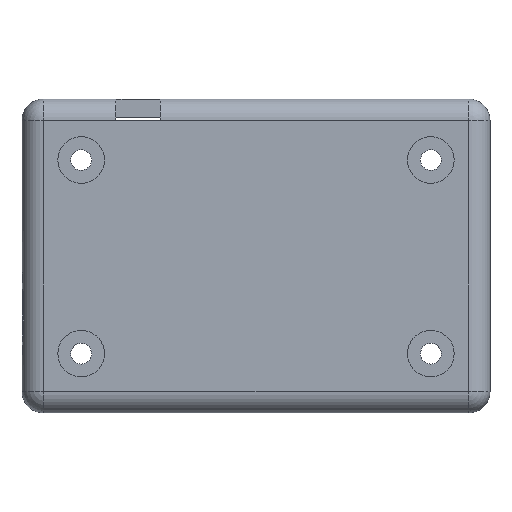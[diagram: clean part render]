
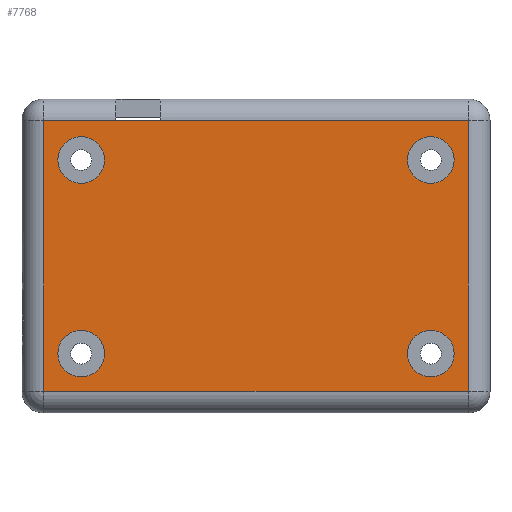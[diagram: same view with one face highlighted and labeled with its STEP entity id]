
A CAD part, top view. The second image highlights one B-rep face of the part: STEP entity #7768.
In plain terms, the highlighted planar face has unit normal (0, 0, 1).
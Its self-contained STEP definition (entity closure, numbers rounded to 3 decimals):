
#4466 = VERTEX_POINT('',#4467);
#4467 = CARTESIAN_POINT('',(-19.551,18.833,
    5.5));
#4573 = VERTEX_POINT('',#4574);
#4574 = CARTESIAN_POINT('',(-13.346,18.833,
    5.5));
#4623 = EDGE_CURVE('',#4573,#4466,#4624,.T.);
#4624 = LINE('',#4625,#4626);
#4625 = CARTESIAN_POINT('',(-25.908,18.833,
    5.5));
#4626 = VECTOR('',#4627,1.);
#4627 = DIRECTION('',(-1.,0.,0.));
#7723 = VERTEX_POINT('',#7724);
#7724 = CARTESIAN_POINT('',(-29.648,18.833,
    5.5));
#7731 = EDGE_CURVE('',#4466,#7723,#7732,.T.);
#7732 = LINE('',#7733,#7734);
#7733 = CARTESIAN_POINT('',(-25.908,18.833,
    5.5));
#7734 = VECTOR('',#7735,1.);
#7735 = DIRECTION('',(-1.,0.,0.));
#7747 = EDGE_CURVE('',#7748,#4573,#7750,.T.);
#7748 = VERTEX_POINT('',#7749);
#7749 = CARTESIAN_POINT('',(29.602,18.833,
    5.5));
#7750 = LINE('',#7751,#7752);
#7751 = CARTESIAN_POINT('',(-25.908,18.833,
    5.5));
#7752 = VECTOR('',#7753,1.);
#7753 = DIRECTION('',(-1.,0.,0.));
#7768 = ADVANCED_FACE('',(#7769,#7780,#7791,#7818,#7829),#7840,.F.);
#7769 = FACE_BOUND('',#7770,.T.);
#7770 = EDGE_LOOP('',(#7771));
#7771 = ORIENTED_EDGE('',*,*,#7772,.T.);
#7772 = EDGE_CURVE('',#7773,#7773,#7775,.T.);
#7773 = VERTEX_POINT('',#7774);
#7774 = CARTESIAN_POINT('',(-24.398,-16.918,
    5.5));
#7775 = CIRCLE('',#7776,3.25);
#7776 = AXIS2_PLACEMENT_3D('',#7777,#7778,#7779);
#7777 = CARTESIAN_POINT('',(-24.398,-13.667,
    5.5));
#7778 = DIRECTION('',(0.,0.,-1.));
#7779 = DIRECTION('',(0.,-1.,0.));
#7780 = FACE_BOUND('',#7781,.T.);
#7781 = EDGE_LOOP('',(#7782));
#7782 = ORIENTED_EDGE('',*,*,#7783,.T.);
#7783 = EDGE_CURVE('',#7784,#7784,#7786,.T.);
#7784 = VERTEX_POINT('',#7785);
#7785 = CARTESIAN_POINT('',(-24.398,10.082,
    5.5));
#7786 = CIRCLE('',#7787,3.25);
#7787 = AXIS2_PLACEMENT_3D('',#7788,#7789,#7790);
#7788 = CARTESIAN_POINT('',(-24.398,13.333,
    5.5));
#7789 = DIRECTION('',(0.,0.,-1.));
#7790 = DIRECTION('',(0.,-1.,0.));
#7791 = FACE_BOUND('',#7792,.T.);
#7792 = EDGE_LOOP('',(#7793,#7803,#7809,#7810,#7811,#7812));
#7793 = ORIENTED_EDGE('',*,*,#7794,.T.);
#7794 = EDGE_CURVE('',#7795,#7797,#7799,.T.);
#7795 = VERTEX_POINT('',#7796);
#7796 = CARTESIAN_POINT('',(-29.648,-18.917,
    5.5));
#7797 = VERTEX_POINT('',#7798);
#7798 = CARTESIAN_POINT('',(29.602,-18.917,
    5.5));
#7799 = LINE('',#7800,#7801);
#7800 = CARTESIAN_POINT('',(-25.908,-18.917,
    5.5));
#7801 = VECTOR('',#7802,1.);
#7802 = DIRECTION('',(1.,0.,0.));
#7803 = ORIENTED_EDGE('',*,*,#7804,.T.);
#7804 = EDGE_CURVE('',#7797,#7748,#7805,.T.);
#7805 = LINE('',#7806,#7807);
#7806 = CARTESIAN_POINT('',(29.602,-16.545,
    5.5));
#7807 = VECTOR('',#7808,1.);
#7808 = DIRECTION('',(0.,1.,0.));
#7809 = ORIENTED_EDGE('',*,*,#7747,.T.);
#7810 = ORIENTED_EDGE('',*,*,#4623,.T.);
#7811 = ORIENTED_EDGE('',*,*,#7731,.T.);
#7812 = ORIENTED_EDGE('',*,*,#7813,.T.);
#7813 = EDGE_CURVE('',#7723,#7795,#7814,.T.);
#7814 = LINE('',#7815,#7816);
#7815 = CARTESIAN_POINT('',(-29.648,-16.545,
    5.5));
#7816 = VECTOR('',#7817,1.);
#7817 = DIRECTION('',(0.,-1.,0.));
#7818 = FACE_BOUND('',#7819,.T.);
#7819 = EDGE_LOOP('',(#7820));
#7820 = ORIENTED_EDGE('',*,*,#7821,.T.);
#7821 = EDGE_CURVE('',#7822,#7822,#7824,.T.);
#7822 = VERTEX_POINT('',#7823);
#7823 = CARTESIAN_POINT('',(24.352,10.082,
    5.5));
#7824 = CIRCLE('',#7825,3.25);
#7825 = AXIS2_PLACEMENT_3D('',#7826,#7827,#7828);
#7826 = CARTESIAN_POINT('',(24.352,13.333,
    5.5));
#7827 = DIRECTION('',(0.,0.,-1.));
#7828 = DIRECTION('',(0.,-1.,0.));
#7829 = FACE_BOUND('',#7830,.T.);
#7830 = EDGE_LOOP('',(#7831));
#7831 = ORIENTED_EDGE('',*,*,#7832,.T.);
#7832 = EDGE_CURVE('',#7833,#7833,#7835,.T.);
#7833 = VERTEX_POINT('',#7834);
#7834 = CARTESIAN_POINT('',(24.352,-16.918,
    5.5));
#7835 = CIRCLE('',#7836,3.25);
#7836 = AXIS2_PLACEMENT_3D('',#7837,#7838,#7839);
#7837 = CARTESIAN_POINT('',(24.352,-13.667,
    5.5));
#7838 = DIRECTION('',(0.,0.,-1.));
#7839 = DIRECTION('',(0.,-1.,0.));
#7840 = PLANE('',#7841);
#7841 = AXIS2_PLACEMENT_3D('',#7842,#7843,#7844);
#7842 = CARTESIAN_POINT('',(-25.908,-16.545,
    5.5));
#7843 = DIRECTION('',(0.,0.,-1.));
#7844 = DIRECTION('',(0.906,0.424,0.)
  );
